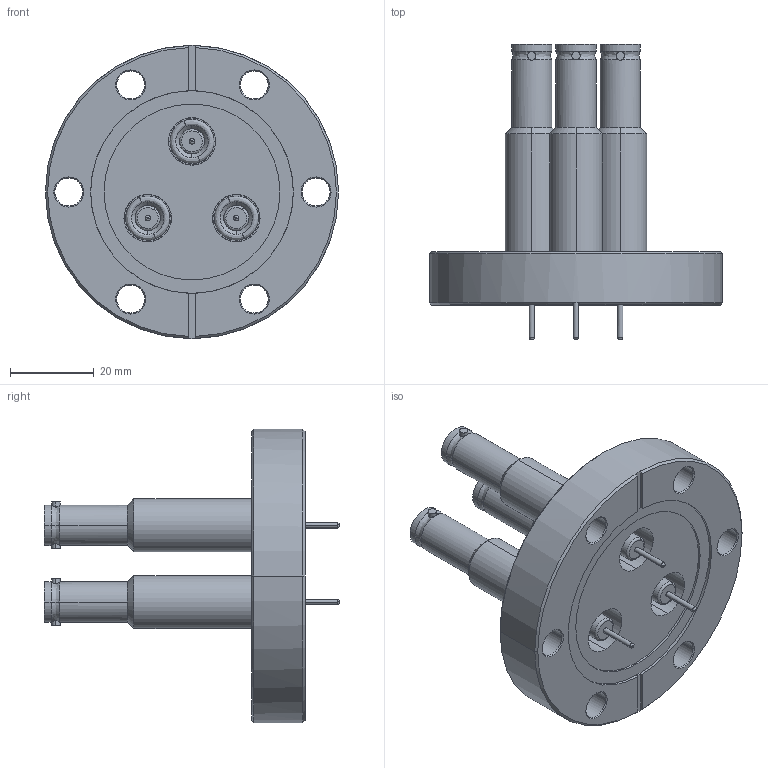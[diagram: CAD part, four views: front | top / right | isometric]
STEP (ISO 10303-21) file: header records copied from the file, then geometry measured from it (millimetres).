
FILE_DESCRIPTION (( 'STEP AP203' ), '1' );
FILE_NAME ('A1600-4-CF.STEP', '2013-08-29T11:58:16', ( '' ), ( '' ), 'SwSTEP 2.0', 'SolidWorks 2012', '' );
FILE_SCHEMA (( 'CONFIG_CONTROL_DESIGN' ));
Length unit declared in the file: inch
Products named in the file (1): A1600-4-CF
Bounding box: 69.85 x 70.38 x 69.85 mm (x, y, z)
Volume: 50031.6 mm3; surface area: 27454.9 mm2
Topology: 1 solids, 7 shells, 307 faces, 704 edges, 451 vertices
Faces by surface type: cylinder 144, plane 68, cone 53, bspline 42
Entity records: 9790 total; most frequent: CARTESIAN_POINT 2585, DIRECTION 1629, ORIENTED_EDGE 1408, AXIS2_PLACEMENT_3D 711, EDGE_CURVE 704, VERTEX_POINT 451, CIRCLE 445, EDGE_LOOP 371
